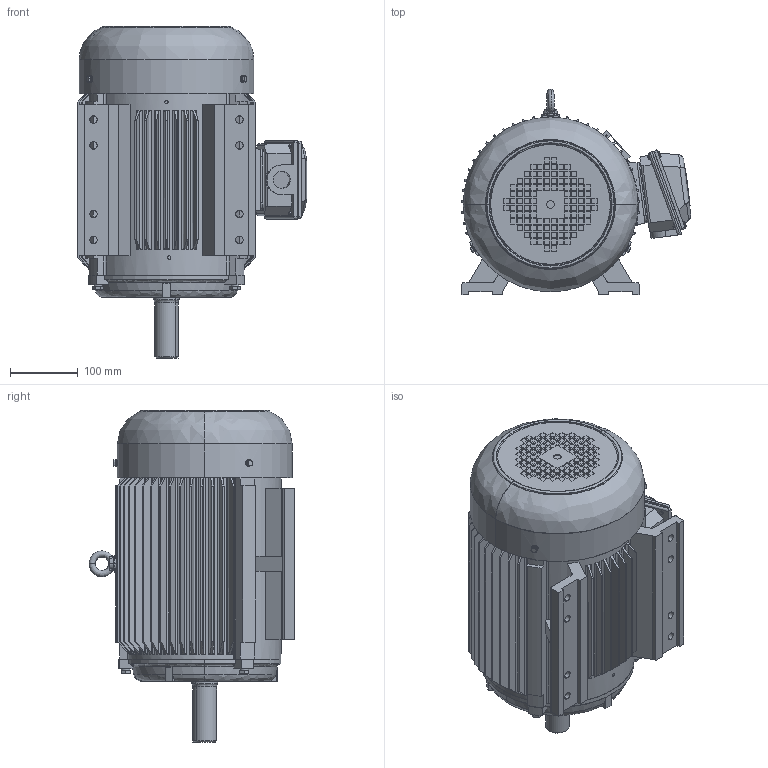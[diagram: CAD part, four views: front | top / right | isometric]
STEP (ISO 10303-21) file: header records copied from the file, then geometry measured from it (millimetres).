
FILE_DESCRIPTION (( 'STEP AP214' ), '1' );
FILE_NAME ('PEWWE-215T.STEP', '2021-07-13T15:39:02', ( '' ), ( '' ), 'SwSTEP 2.0', 'SolidWorks 2017', '' );
FILE_SCHEMA (( 'AUTOMOTIVE_DESIGN' ));
Length unit declared in the file: inch
Products named in the file (1): PEWWE-215T
Bounding box: 339.35 x 304.45 x 491 mm (x, y, z)
Volume: 4130347.8 mm3; surface area: 1327386.8 mm2
Topology: 28 solids, 28 shells, 1831 faces, 4664 edges, 3048 vertices
Faces by surface type: plane 1037, cylinder 523, cone 179, bspline 92
Entity records: 90361 total; most frequent: CARTESIAN_POINT 22758, ORIENTED_EDGE 9290, DIRECTION 8397, EDGE_CURVE 4645, VERTEX_POINT 3048, LINE 2835, VECTOR 2835, AXIS2_PLACEMENT_3D 2781
